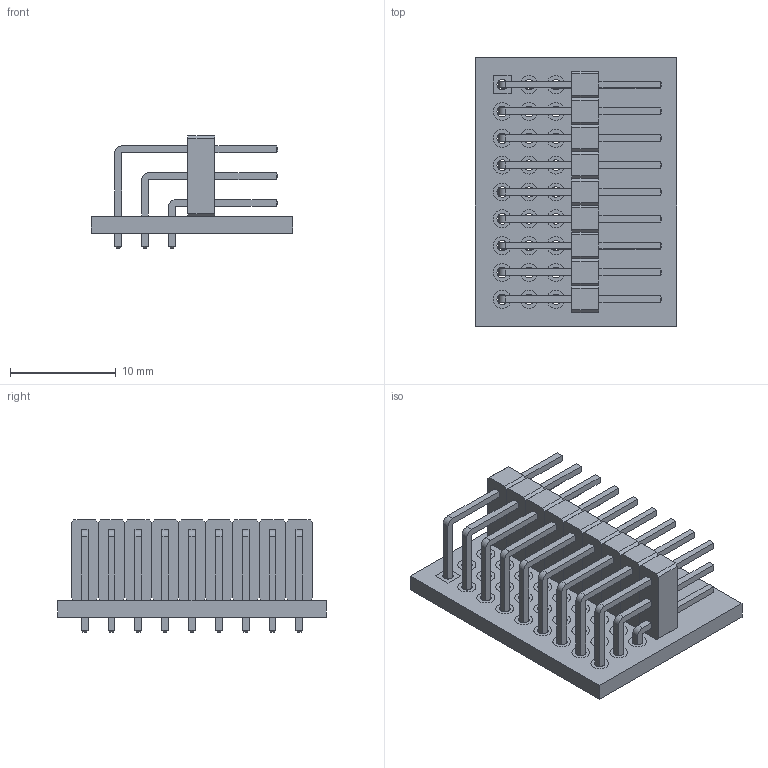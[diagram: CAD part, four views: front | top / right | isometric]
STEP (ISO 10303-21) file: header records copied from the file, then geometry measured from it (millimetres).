
FILE_DESCRIPTION(('FreeCAD Model'),'2;1');
FILE_NAME('Open CASCADE Shape Model','2023-06-25T17:55:43',(''),(''), 'Open CASCADE STEP processor 7.6','FreeCAD','Unknown');
FILE_SCHEMA(('AUTOMOTIVE_DESIGN { 1 0 10303 214 1 1 1 1 }'));
Length unit declared in the file: millimetre
Products named in the file (44): PinHeaderTripleRow; Board_Geoms_36a9; Pcb_36a9; topPads_36a9_cut; botPads_36a9; Step_Models_36a9; Top_36a9; REF_PinHeader_3x09_P2.54mm_Horizontal036_6498A569; PinHeader_3x09_P2.54mm_Horizontal; PinHeader_3x09_P2.54mm_Horizontal001; PinHeader_3x09_P2.54mm_Horizontal002; PinHeader_3x09_P2.54mm_Horizontal003; PinHeader_3x09_P2.54mm_Horizontal004; PinHeader_3x09_P2.54mm_Horizontal005; PinHeader_3x09_P2.54mm_Horizontal006; PinHeader_3x09_P2.54mm_Horizontal007; PinHeader_3x09_P2.54mm_Horizontal008; PinHeader_3x09_P2.54mm_Horizontal009; PinHeader_3x09_P2.54mm_Horizontal010; PinHeader_3x09_P2.54mm_Horizontal011; PinHeader_3x09_P2.54mm_Horizontal012; PinHeader_3x09_P2.54mm_Horizontal013; PinHeader_3x09_P2.54mm_Horizontal014; PinHeader_3x09_P2.54mm_Horizontal015; PinHeader_3x09_P2.54mm_Horizontal016; PinHeader_3x09_P2.54mm_Horizontal017; PinHeader_3x09_P2.54mm_Horizontal018; PinHeader_3x09_P2.54mm_Horizontal019; PinHeader_3x09_P2.54mm_Horizontal020; PinHeader_3x09_P2.54mm_Horizontal021; PinHeader_3x09_P2.54mm_Horizontal022; PinHeader_3x09_P2.54mm_Horizontal023; PinHeader_3x09_P2.54mm_Horizontal024; PinHeader_3x09_P2.54mm_Horizontal025; PinHeader_3x09_P2.54mm_Horizontal026; PinHeader_3x09_P2.54mm_Horizontal027; PinHeader_3x09_P2.54mm_Horizontal028; PinHeader_3x09_P2.54mm_Horizontal029; PinHeader_3x09_P2.54mm_Horizontal030; PinHeader_3x09_P2.54mm_Horizontal031 ...
Assembly tree (43 placements, depth 5):
  PinHeaderTripleRow
    Board_Geoms_36a9
      Pcb_36a9
      topPads_36a9_cut
      botPads_36a9
    Step_Models_36a9
      Top_36a9
        REF_PinHeader_3x09_P2.54mm_Horizontal036_6498A569
          PinHeader_3x09_P2.54mm_Horizontal
          PinHeader_3x09_P2.54mm_Horizontal001
          PinHeader_3x09_P2.54mm_Horizontal002
          PinHeader_3x09_P2.54mm_Horizontal003
          PinHeader_3x09_P2.54mm_Horizontal004
          PinHeader_3x09_P2.54mm_Horizontal005
          PinHeader_3x09_P2.54mm_Horizontal006
          PinHeader_3x09_P2.54mm_Horizontal007
          PinHeader_3x09_P2.54mm_Horizontal008
          PinHeader_3x09_P2.54mm_Horizontal009
          PinHeader_3x09_P2.54mm_Horizontal010
          PinHeader_3x09_P2.54mm_Horizontal011
          PinHeader_3x09_P2.54mm_Horizontal012
          PinHeader_3x09_P2.54mm_Horizontal013
          PinHeader_3x09_P2.54mm_Horizontal014
          PinHeader_3x09_P2.54mm_Horizontal015
          PinHeader_3x09_P2.54mm_Horizontal016
          PinHeader_3x09_P2.54mm_Horizontal017
          PinHeader_3x09_P2.54mm_Horizontal018
          PinHeader_3x09_P2.54mm_Horizontal019
          PinHeader_3x09_P2.54mm_Horizontal020
          PinHeader_3x09_P2.54mm_Horizontal021
          PinHeader_3x09_P2.54mm_Horizontal022
          PinHeader_3x09_P2.54mm_Horizontal023
          PinHeader_3x09_P2.54mm_Horizontal024
          PinHeader_3x09_P2.54mm_Horizontal025
          PinHeader_3x09_P2.54mm_Horizontal026
          PinHeader_3x09_P2.54mm_Horizontal027
          PinHeader_3x09_P2.54mm_Horizontal028
          PinHeader_3x09_P2.54mm_Horizontal029
          PinHeader_3x09_P2.54mm_Horizontal030
          PinHeader_3x09_P2.54mm_Horizontal031
          PinHeader_3x09_P2.54mm_Horizontal032
          PinHeader_3x09_P2.54mm_Horizontal033
          PinHeader_3x09_P2.54mm_Horizontal034
          PinHeader_3x09_P2.54mm_Horizontal035
Bounding box: 19.05 x 25.4 x 10.62 mm (x, y, z)
Volume: 1363.1 mm3; surface area: 3572.7 mm2
Topology: 37 solids, 91 shells, 744 faces, 1825 edges, 1209 vertices
Faces by surface type: plane 690, cylinder 54
Full cylindrical faces by diameter (mm): 1 x27
Entity records: 23404 total; most frequent: CARTESIAN_POINT 3822, DIRECTION 3694, ORIENTED_EDGE 3457, EDGE_CURVE 1825, LINE 1532, VECTOR 1532, VERTEX_POINT 1209, AXIS2_PLACEMENT_3D 1081
